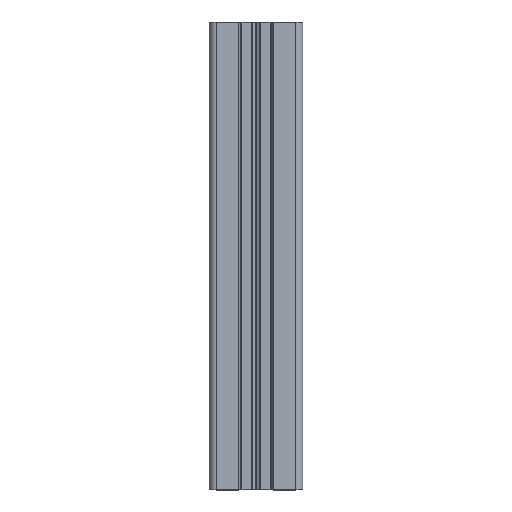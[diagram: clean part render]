
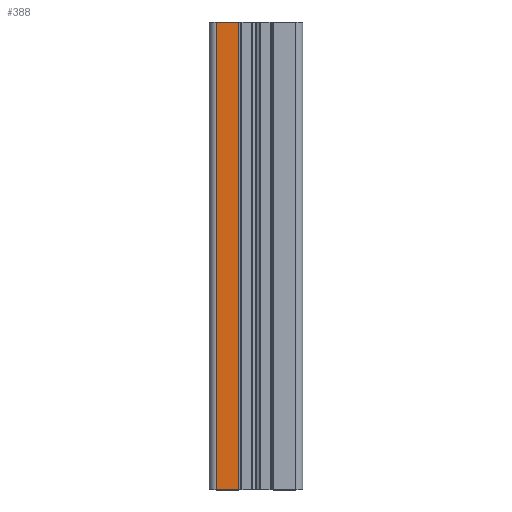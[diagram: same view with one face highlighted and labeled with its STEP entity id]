
A CAD part, top view. The second image highlights one B-rep face of the part: STEP entity #388.
In plain terms, the highlighted planar face has unit normal (0, 0, 1).
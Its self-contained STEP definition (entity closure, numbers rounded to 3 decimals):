
#388 = ADVANCED_FACE( '', ( #855 ), #856, .T. );
#855 = FACE_OUTER_BOUND( '', #1398, .T. );
#856 = PLANE( '', #1399 );
#1398 = EDGE_LOOP( '', ( #2571, #2572, #2573, #2574 ) );
#1399 = AXIS2_PLACEMENT_3D( '', #2575, #2576, #2577 );
#2571 = ORIENTED_EDGE( '', *, *, #3678, .F. );
#2572 = ORIENTED_EDGE( '', *, *, #3923, .F. );
#2573 = ORIENTED_EDGE( '', *, *, #3924, .T. );
#2574 = ORIENTED_EDGE( '', *, *, #3488, .T. );
#2575 = CARTESIAN_POINT( '', ( -8.5, 100., 10. ) );
#2576 = DIRECTION( '', ( 0., 0., 1. ) );
#2577 = DIRECTION( '', ( 1., 0., 0. ) );
#3488 = EDGE_CURVE( '', #4246, #4243, #4247, .T. );
#3678 = EDGE_CURVE( '', #4571, #4243, #4572, .T. );
#3923 = EDGE_CURVE( '', #4944, #4571, #4945, .T. );
#3924 = EDGE_CURVE( '', #4944, #4246, #4946, .T. );
#4243 = VERTEX_POINT( '', #5340 );
#4246 = VERTEX_POINT( '', #5343 );
#4247 = LINE( '', #5344, #5345 );
#4571 = VERTEX_POINT( '', #5771 );
#4572 = LINE( '', #5772, #5773 );
#4944 = VERTEX_POINT( '', #6264 );
#4945 = LINE( '', #6265, #6266 );
#4946 = LINE( '', #6267, #6268 );
#5340 = CARTESIAN_POINT( '', ( -8.5, 0., 10. ) );
#5343 = CARTESIAN_POINT( '', ( -8.5, 100., 10. ) );
#5344 = CARTESIAN_POINT( '', ( -8.5, 100., 10. ) );
#5345 = VECTOR( '', #6658, 1000. );
#5771 = CARTESIAN_POINT( '', ( -3.7, 0., 10. ) );
#5772 = CARTESIAN_POINT( '', ( -8.5, 0., 10. ) );
#5773 = VECTOR( '', #6914, 1000. );
#6264 = CARTESIAN_POINT( '', ( -3.7, 100., 10. ) );
#6265 = CARTESIAN_POINT( '', ( -3.7, 100., 10. ) );
#6266 = VECTOR( '', #7277, 1000. );
#6267 = CARTESIAN_POINT( '', ( -8.5, 100., 10. ) );
#6268 = VECTOR( '', #7278, 1000. );
#6658 = DIRECTION( '', ( 0., -1., 0. ) );
#6914 = DIRECTION( '', ( -1., 0., 0. ) );
#7277 = DIRECTION( '', ( 0., -1., 0. ) );
#7278 = DIRECTION( '', ( -1., 0., 0. ) );
